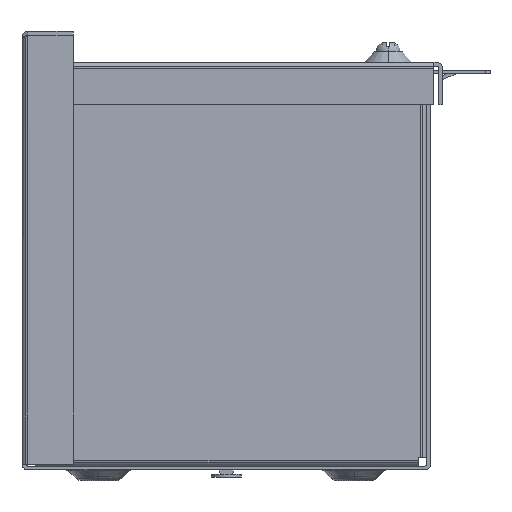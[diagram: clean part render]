
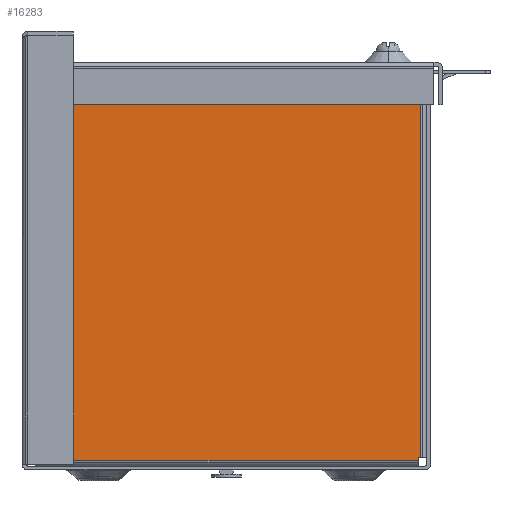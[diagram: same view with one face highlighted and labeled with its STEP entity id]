
A CAD part, left-side view. The second image highlights one B-rep face of the part: STEP entity #16283.
In plain terms, the highlighted planar face has unit normal (-1, 0, 0).
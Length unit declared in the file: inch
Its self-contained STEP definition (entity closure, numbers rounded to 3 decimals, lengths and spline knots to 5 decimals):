
#56 = CARTESIAN_POINT ( 'NONE',  ( -12., 2.798, 5.798 ) ) ;
#725 = EDGE_CURVE ( 'NONE', #24857, #14477, #5457, .T. ) ;
#728 = ORIENTED_EDGE ( 'NONE', *, *, #20341, .T. ) ;
#1268 = DIRECTION ( 'NONE',  ( 0., 0., 1. ) ) ;
#1275 = EDGE_CURVE ( 'NONE', #10455, #16760, #9883, .T. ) ;
#1664 = AXIS2_PLACEMENT_3D ( 'NONE', #1901, #23703, #17749 ) ;
#1804 = VERTEX_POINT ( 'NONE', #56 ) ;
#1901 = CARTESIAN_POINT ( 'NONE',  ( -12., -2.943, 5.923 ) ) ;
#1911 = CARTESIAN_POINT ( 'NONE',  ( -12., -2.857, 5.923 ) ) ;
#1991 = DIRECTION ( 'NONE',  ( 0., -1., 0. ) ) ;
#2375 = VECTOR ( 'NONE', #22173, 39.37008 ) ;
#2863 = LINE ( 'NONE', #2993, #10030 ) ;
#2993 = CARTESIAN_POINT ( 'NONE',  ( -12., -2.943, 0.143 ) ) ;
#3334 = ORIENTED_EDGE ( 'NONE', *, *, #7970, .T. ) ;
#4886 = DIRECTION ( 'NONE',  ( 0., -1., 0. ) ) ;
#4890 = VECTOR ( 'NONE', #17315, 39.37008 ) ;
#5325 = CARTESIAN_POINT ( 'NONE',  ( -12., -2.818, 0.182 ) ) ;
#5349 = ORIENTED_EDGE ( 'NONE', *, *, #18267, .T. ) ;
#5446 = VECTOR ( 'NONE', #4886, 39.37008 ) ;
#5457 = LINE ( 'NONE', #7431, #4890 ) ;
#5514 = EDGE_CURVE ( 'NONE', #9085, #10455, #2863, .T. ) ;
#5536 = VECTOR ( 'NONE', #24103, 39.37008 ) ;
#5730 = ORIENTED_EDGE ( 'NONE', *, *, #13645, .T. ) ;
#6168 = ORIENTED_EDGE ( 'NONE', *, *, #23008, .T. ) ;
#6203 = CARTESIAN_POINT ( 'NONE',  ( -12., -2.818, 0.182 ) ) ;
#6211 = DIRECTION ( 'NONE',  ( 0., 0., -1. ) ) ;
#6269 = LINE ( 'NONE', #20250, #16400 ) ;
#6987 = VERTEX_POINT ( 'NONE', #9799 ) ;
#7030 = VERTEX_POINT ( 'NONE', #13366 ) ;
#7091 = VECTOR ( 'NONE', #8340, 39.37008 ) ;
#7092 = CARTESIAN_POINT ( 'NONE',  ( -12., 2.923, 5.798 ) ) ;
#7225 = LINE ( 'NONE', #19362, #13788 ) ;
#7431 = CARTESIAN_POINT ( 'NONE',  ( -12., -2.818, 5.798 ) ) ;
#7557 = CARTESIAN_POINT ( 'NONE',  ( -12., -2.818, 5.837 ) ) ;
#7763 = VERTEX_POINT ( 'NONE', #15247 ) ;
#7806 = LINE ( 'NONE', #16226, #10059 ) ;
#7970 = EDGE_CURVE ( 'NONE', #24257, #24857, #11945, .T. ) ;
#8166 = ORIENTED_EDGE ( 'NONE', *, *, #725, .T. ) ;
#8310 = CARTESIAN_POINT ( 'NONE',  ( -12., -2.818, 0.143 ) ) ;
#8340 = DIRECTION ( 'NONE',  ( 0., 1., 0. ) ) ;
#8366 = CARTESIAN_POINT ( 'NONE',  ( -12., 2.798, 0.143 ) ) ;
#8457 = LINE ( 'NONE', #14389, #12860 ) ;
#9085 = VERTEX_POINT ( 'NONE', #8366 ) ;
#9572 = VERTEX_POINT ( 'NONE', #17856 ) ;
#9576 = FACE_OUTER_BOUND ( 'NONE', #23870, .T. ) ;
#9799 = CARTESIAN_POINT ( 'NONE',  ( -12., 2.798, 0.182 ) ) ;
#9883 = LINE ( 'NONE', #6203, #2375 ) ;
#10030 = VECTOR ( 'NONE', #21077, 39.37008 ) ;
#10059 = VECTOR ( 'NONE', #1991, 39.37008 ) ;
#10455 = VERTEX_POINT ( 'NONE', #8310 ) ;
#10810 = VECTOR ( 'NONE', #19079, 39.37008 ) ;
#10888 = VERTEX_POINT ( 'NONE', #7557 ) ;
#11945 = LINE ( 'NONE', #1911, #5536 ) ;
#12151 = EDGE_CURVE ( 'NONE', #6987, #9085, #12998, .T. ) ;
#12851 = ORIENTED_EDGE ( 'NONE', *, *, #23429, .T. ) ;
#12860 = VECTOR ( 'NONE', #6211, 39.37008 ) ;
#12998 = LINE ( 'NONE', #19201, #10810 ) ;
#13366 = CARTESIAN_POINT ( 'NONE',  ( -12., 2.837, 0.182 ) ) ;
#13645 = EDGE_CURVE ( 'NONE', #10888, #9572, #22334, .T. ) ;
#13777 = PLANE ( 'NONE',  #1664 ) ;
#13788 = VECTOR ( 'NONE', #1268, 39.37008 ) ;
#14389 = CARTESIAN_POINT ( 'NONE',  ( -12., 2.798, 5.798 ) ) ;
#14477 = VERTEX_POINT ( 'NONE', #24716 ) ;
#14896 = LINE ( 'NONE', #22973, #5446 ) ;
#15125 = CARTESIAN_POINT ( 'NONE',  ( -12., -2.857, 0.182 ) ) ;
#15247 = CARTESIAN_POINT ( 'NONE',  ( -12., 2.837, 5.798 ) ) ;
#15254 = DIRECTION ( 'NONE',  ( 0., 1., 0. ) ) ;
#15748 = ORIENTED_EDGE ( 'NONE', *, *, #1275, .T. ) ;
#16226 = CARTESIAN_POINT ( 'NONE',  ( -12., -2.943, 0.182 ) ) ;
#16263 = CARTESIAN_POINT ( 'NONE',  ( -12., -2.857, 5.798 ) ) ;
#16283 = ADVANCED_FACE ( 'NONE', ( #9576 ), #13777, .T. ) ;
#16400 = VECTOR ( 'NONE', #26065, 39.37008 ) ;
#16533 = EDGE_CURVE ( 'NONE', #7763, #7030, #6269, .T. ) ;
#16760 = VERTEX_POINT ( 'NONE', #5325 ) ;
#16775 = VECTOR ( 'NONE', #15254, 39.37008 ) ;
#17315 = DIRECTION ( 'NONE',  ( 0., 1., 0. ) ) ;
#17542 = ORIENTED_EDGE ( 'NONE', *, *, #12151, .T. ) ;
#17749 = DIRECTION ( 'NONE',  ( 0., 1., 0. ) ) ;
#17856 = CARTESIAN_POINT ( 'NONE',  ( -12., 2.798, 5.837 ) ) ;
#18267 = EDGE_CURVE ( 'NONE', #9572, #1804, #8457, .T. ) ;
#18452 = LINE ( 'NONE', #7092, #16775 ) ;
#19079 = DIRECTION ( 'NONE',  ( 0., 0., -1. ) ) ;
#19201 = CARTESIAN_POINT ( 'NONE',  ( -12., 2.798, 0.057 ) ) ;
#19362 = CARTESIAN_POINT ( 'NONE',  ( -12., -2.818, 5.923 ) ) ;
#19899 = ORIENTED_EDGE ( 'NONE', *, *, #16533, .T. ) ;
#20206 = CARTESIAN_POINT ( 'NONE',  ( -12., -2.943, 5.837 ) ) ;
#20250 = CARTESIAN_POINT ( 'NONE',  ( -12., 2.837, 5.923 ) ) ;
#20341 = EDGE_CURVE ( 'NONE', #14477, #10888, #7225, .T. ) ;
#21077 = DIRECTION ( 'NONE',  ( 0., -1., 0. ) ) ;
#22173 = DIRECTION ( 'NONE',  ( 0., 0., 1. ) ) ;
#22334 = LINE ( 'NONE', #20206, #7091 ) ;
#22973 = CARTESIAN_POINT ( 'NONE',  ( -12., 2.798, 0.182 ) ) ;
#23008 = EDGE_CURVE ( 'NONE', #1804, #7763, #18452, .T. ) ;
#23429 = EDGE_CURVE ( 'NONE', #16760, #24257, #7806, .T. ) ;
#23672 = EDGE_CURVE ( 'NONE', #7030, #6987, #14896, .T. ) ;
#23703 = DIRECTION ( 'NONE',  ( -1., 0., 0. ) ) ;
#23870 = EDGE_LOOP ( 'NONE', ( #24136, #15748, #12851, #3334, #8166, #728, #5730, #5349, #6168, #19899, #24743, #17542 ) ) ;
#24103 = DIRECTION ( 'NONE',  ( 0., 0., 1. ) ) ;
#24136 = ORIENTED_EDGE ( 'NONE', *, *, #5514, .T. ) ;
#24257 = VERTEX_POINT ( 'NONE', #15125 ) ;
#24716 = CARTESIAN_POINT ( 'NONE',  ( -12., -2.818, 5.798 ) ) ;
#24743 = ORIENTED_EDGE ( 'NONE', *, *, #23672, .T. ) ;
#24857 = VERTEX_POINT ( 'NONE', #16263 ) ;
#26065 = DIRECTION ( 'NONE',  ( 0., 0., -1. ) ) ;
